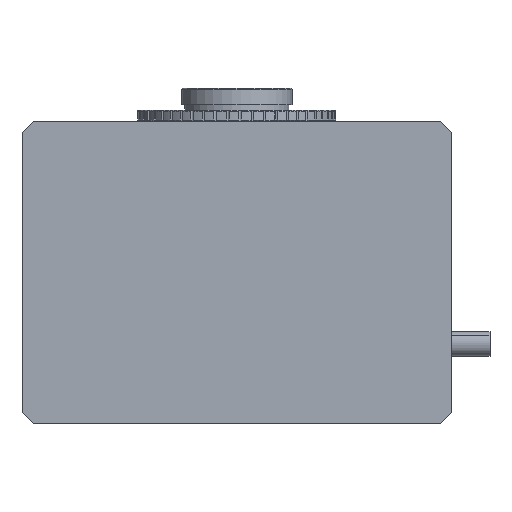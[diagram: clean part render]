
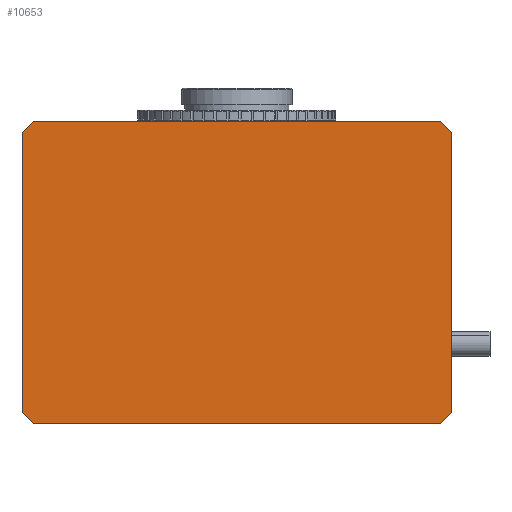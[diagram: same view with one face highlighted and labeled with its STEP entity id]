
A CAD part, front view. The second image highlights one B-rep face of the part: STEP entity #10653.
In plain terms, the highlighted planar face has unit normal (0, -1, 0).
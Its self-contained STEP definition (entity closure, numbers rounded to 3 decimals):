
#155 = CARTESIAN_POINT ( 'NONE',  ( -37., -45.5, 0. ) ) ;
#861 = CARTESIAN_POINT ( 'NONE',  ( -39., -45.5, -2. ) ) ;
#1211 = LINE ( 'NONE', #2445, #10179 ) ;
#1224 = DIRECTION ( 'NONE',  ( 0.707, 0., 0.707 ) ) ;
#1249 = ORIENTED_EDGE ( 'NONE', *, *, #2978, .T. ) ;
#1275 = CARTESIAN_POINT ( 'NONE',  ( 46., -45.5, -46. ) ) ;
#1485 = VECTOR ( 'NONE', #12478, 1000. ) ;
#1651 = LINE ( 'NONE', #7800, #13524 ) ;
#2008 = DIRECTION ( 'NONE',  ( 1., 0., 0. ) ) ;
#2023 = DIRECTION ( 'NONE',  ( -0.707, 0., -0.707 ) ) ;
#2445 = CARTESIAN_POINT ( 'NONE',  ( -39., -45.5, 0. ) ) ;
#2717 = ORIENTED_EDGE ( 'NONE', *, *, #10558, .T. ) ;
#2978 = EDGE_CURVE ( 'NONE', #5794, #12058, #14456, .T. ) ;
#3110 = ORIENTED_EDGE ( 'NONE', *, *, #12788, .T. ) ;
#3482 = VECTOR ( 'NONE', #2023, 1000. ) ;
#4124 = VERTEX_POINT ( 'NONE', #5015 ) ;
#4200 = DIRECTION ( 'NONE',  ( 0., 0., 1. ) ) ;
#4643 = DIRECTION ( 'NONE',  ( 0., -1., 0. ) ) ;
#4739 = CARTESIAN_POINT ( 'NONE',  ( 0., -45.5, 0. ) ) ;
#5015 = CARTESIAN_POINT ( 'NONE',  ( 37., -45.5, -55. ) ) ;
#5129 = CARTESIAN_POINT ( 'NONE',  ( 37., -45.5, 0. ) ) ;
#5225 = VERTEX_POINT ( 'NONE', #5129 ) ;
#5794 = VERTEX_POINT ( 'NONE', #9918 ) ;
#6264 = LINE ( 'NONE', #9107, #1485 ) ;
#7183 = ORIENTED_EDGE ( 'NONE', *, *, #10060, .T. ) ;
#7709 = CARTESIAN_POINT ( 'NONE',  ( 39., -45.5, -53. ) ) ;
#7800 = CARTESIAN_POINT ( 'NONE',  ( -39., -45.5, -55. ) ) ;
#7925 = VECTOR ( 'NONE', #8331, 1000. ) ;
#8289 = CARTESIAN_POINT ( 'NONE',  ( -46., -45.5, -46. ) ) ;
#8331 = DIRECTION ( 'NONE',  ( -1., 0., 0. ) ) ;
#8404 = AXIS2_PLACEMENT_3D ( 'NONE', #4739, #4643, #10478 ) ;
#8572 = LINE ( 'NONE', #1275, #11475 ) ;
#9107 = CARTESIAN_POINT ( 'NONE',  ( 18.5, -45.5, 18.5 ) ) ;
#9222 = EDGE_CURVE ( 'NONE', #5225, #12611, #10997, .T. ) ;
#9352 = CARTESIAN_POINT ( 'NONE',  ( -39., -45.5, 0. ) ) ;
#9361 = DIRECTION ( 'NONE',  ( 0.707, 0., -0.707 ) ) ;
#9612 = CARTESIAN_POINT ( 'NONE',  ( -37., -45.5, -55. ) ) ;
#9918 = CARTESIAN_POINT ( 'NONE',  ( -39., -45.5, -53. ) ) ;
#9949 = VERTEX_POINT ( 'NONE', #861 ) ;
#10060 = EDGE_CURVE ( 'NONE', #14566, #5225, #6264, .T. ) ;
#10179 = VECTOR ( 'NONE', #11628, 1000. ) ;
#10478 = DIRECTION ( 'NONE',  ( 0., 0., -1. ) ) ;
#10558 = EDGE_CURVE ( 'NONE', #12611, #9949, #12633, .T. ) ;
#10620 = ORIENTED_EDGE ( 'NONE', *, *, #9222, .T. ) ;
#10653 = ADVANCED_FACE ( 'NONE', ( #14265 ), #11616, .T. ) ;
#10997 = LINE ( 'NONE', #9352, #7925 ) ;
#11000 = EDGE_CURVE ( 'NONE', #12058, #4124, #1651, .T. ) ;
#11171 = CARTESIAN_POINT ( 'NONE',  ( 39., -45.5, 0. ) ) ;
#11475 = VECTOR ( 'NONE', #1224, 1000. ) ;
#11616 = PLANE ( 'NONE',  #8404 ) ;
#11628 = DIRECTION ( 'NONE',  ( 0., 0., -1. ) ) ;
#11938 = EDGE_CURVE ( 'NONE', #4124, #12503, #8572, .T. ) ;
#12058 = VERTEX_POINT ( 'NONE', #9612 ) ;
#12154 = ORIENTED_EDGE ( 'NONE', *, *, #11000, .T. ) ;
#12187 = LINE ( 'NONE', #11171, #13668 ) ;
#12478 = DIRECTION ( 'NONE',  ( -0.707, 0., 0.707 ) ) ;
#12503 = VERTEX_POINT ( 'NONE', #7709 ) ;
#12611 = VERTEX_POINT ( 'NONE', #155 ) ;
#12633 = LINE ( 'NONE', #12654, #3482 ) ;
#12654 = CARTESIAN_POINT ( 'NONE',  ( -18.5, -45.5, 18.5 ) ) ;
#12788 = EDGE_CURVE ( 'NONE', #12503, #14566, #12187, .T. ) ;
#12828 = VECTOR ( 'NONE', #9361, 1000. ) ;
#12930 = ORIENTED_EDGE ( 'NONE', *, *, #11938, .T. ) ;
#12967 = EDGE_CURVE ( 'NONE', #9949, #5794, #1211, .T. ) ;
#12996 = EDGE_LOOP ( 'NONE', ( #12154, #12930, #3110, #7183, #10620, #2717, #13078, #1249 ) ) ;
#13078 = ORIENTED_EDGE ( 'NONE', *, *, #12967, .T. ) ;
#13296 = CARTESIAN_POINT ( 'NONE',  ( 39., -45.5, -2. ) ) ;
#13524 = VECTOR ( 'NONE', #2008, 1000. ) ;
#13668 = VECTOR ( 'NONE', #4200, 1000. ) ;
#14265 = FACE_OUTER_BOUND ( 'NONE', #12996, .T. ) ;
#14456 = LINE ( 'NONE', #8289, #12828 ) ;
#14566 = VERTEX_POINT ( 'NONE', #13296 ) ;
